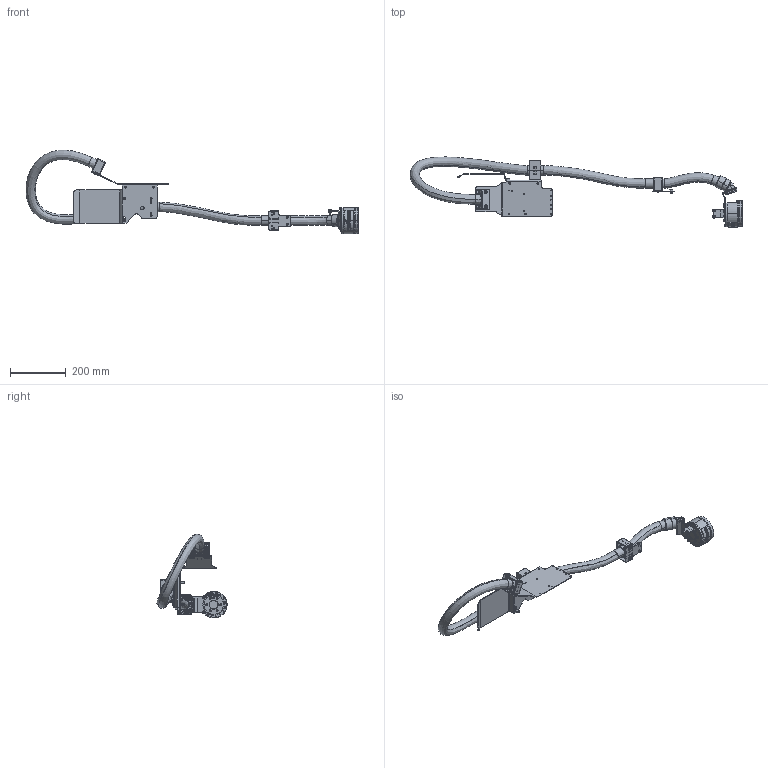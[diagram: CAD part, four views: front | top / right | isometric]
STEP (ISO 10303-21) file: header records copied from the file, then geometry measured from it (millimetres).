
FILE_DESCRIPTION (( 'STEP AP203' ), '1' );
FILE_NAME ('TS104-211.STEP', '2020-02-28T12:56:58', ( '' ), ( '' ), 'SwSTEP 2.0', 'SolidWorks 2017', '' );
FILE_SCHEMA (( 'CONFIG_CONTROL_DESIGN' ));
Length unit declared in the file: millimetre
Products named in the file (1): TS104-211
Bounding box: 1189.26 x 250.95 x 300.04 mm (x, y, z)
Volume: 1008104.5 mm3; surface area: 680729.3 mm2
Topology: 71 solids, 71 shells, 2685 faces, 6813 edges, 4305 vertices
Faces by surface type: plane 932, cylinder 930, bspline 470, torus 167, cone 142, sphere 44
Entity records: 102269 total; most frequent: CARTESIAN_POINT 39633, ORIENTED_EDGE 13474, DIRECTION 12446, EDGE_CURVE 6737, AXIS2_PLACEMENT_3D 4704, VERTEX_POINT 4305, LINE 3038, VECTOR 3038
